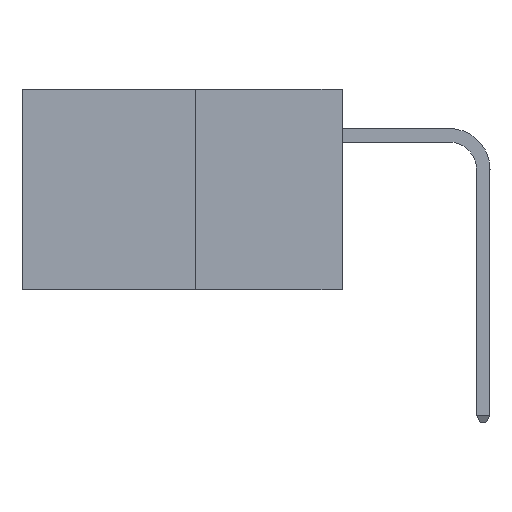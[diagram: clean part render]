
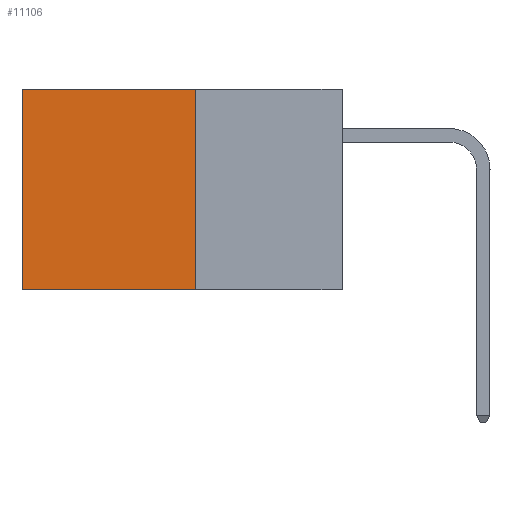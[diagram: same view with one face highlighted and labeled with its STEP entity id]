
A CAD part, left-side view. The second image highlights one B-rep face of the part: STEP entity #11106.
In plain terms, the highlighted planar face has unit normal (-1, 0, 0).
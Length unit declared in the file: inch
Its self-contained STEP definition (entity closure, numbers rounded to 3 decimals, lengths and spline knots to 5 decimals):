
#1245 = ORIENTED_EDGE ( 'NONE', *, *, #5421, .T. ) ;
#1537 = AXIS2_PLACEMENT_3D ( 'NONE', #5472, #18905, #7427 ) ;
#1713 = LINE ( 'NONE', #15204, #11451 ) ;
#3623 = DIRECTION ( 'NONE',  ( 0., 0., -1. ) ) ;
#5421 = EDGE_CURVE ( 'NONE', #9221, #20164, #16454, .T. ) ;
#5472 = CARTESIAN_POINT ( 'NONE',  ( 0.277, 0.27, -0.37 ) ) ;
#6547 = CARTESIAN_POINT ( 'NONE',  ( 0.277, 0.27, 0. ) ) ;
#7427 = DIRECTION ( 'NONE',  ( 0., 0., -1. ) ) ;
#8135 = CARTESIAN_POINT ( 'NONE',  ( 0.277, 0.59, -0.37 ) ) ;
#8219 = CARTESIAN_POINT ( 'NONE',  ( 0.277, 0.27, -0.37 ) ) ;
#8781 = VERTEX_POINT ( 'NONE', #8219 ) ;
#9099 = ORIENTED_EDGE ( 'NONE', *, *, #22876, .T. ) ;
#9126 = VECTOR ( 'NONE', #23290, 39.37008 ) ;
#9221 = VERTEX_POINT ( 'NONE', #19135 ) ;
#9998 = CARTESIAN_POINT ( 'NONE',  ( 0.277, 0.27, -0.37 ) ) ;
#10120 = EDGE_LOOP ( 'NONE', ( #9099, #20913, #24099, #1245 ) ) ;
#10676 = EDGE_CURVE ( 'NONE', #8781, #21175, #23688, .T. ) ;
#10759 = VECTOR ( 'NONE', #18034, 39.37008 ) ;
#11106 = ADVANCED_FACE ( 'NONE', ( #18403 ), #17000, .F. ) ;
#11418 = DIRECTION ( 'NONE',  ( 0., 0., -1. ) ) ;
#11451 = VECTOR ( 'NONE', #3623, 39.37008 ) ;
#12958 = CARTESIAN_POINT ( 'NONE',  ( 0.277, 0.59, 0. ) ) ;
#13217 = LINE ( 'NONE', #22825, #23312 ) ;
#15204 = CARTESIAN_POINT ( 'NONE',  ( 0.277, 0.27, -0.37 ) ) ;
#15610 = EDGE_CURVE ( 'NONE', #9221, #8781, #1713, .T. ) ;
#16454 = LINE ( 'NONE', #6547, #10759 ) ;
#17000 = PLANE ( 'NONE',  #1537 ) ;
#18034 = DIRECTION ( 'NONE',  ( 0., 1., 0. ) ) ;
#18403 = FACE_OUTER_BOUND ( 'NONE', #10120, .T. ) ;
#18905 = DIRECTION ( 'NONE',  ( 1., 0., 0. ) ) ;
#19135 = CARTESIAN_POINT ( 'NONE',  ( 0.277, 0.27, 0. ) ) ;
#20164 = VERTEX_POINT ( 'NONE', #12958 ) ;
#20913 = ORIENTED_EDGE ( 'NONE', *, *, #10676, .F. ) ;
#21175 = VERTEX_POINT ( 'NONE', #8135 ) ;
#22825 = CARTESIAN_POINT ( 'NONE',  ( 0.277, 0.59, -0.37 ) ) ;
#22876 = EDGE_CURVE ( 'NONE', #20164, #21175, #13217, .T. ) ;
#23290 = DIRECTION ( 'NONE',  ( 0., 1., 0. ) ) ;
#23312 = VECTOR ( 'NONE', #11418, 39.37008 ) ;
#23688 = LINE ( 'NONE', #9998, #9126 ) ;
#24099 = ORIENTED_EDGE ( 'NONE', *, *, #15610, .F. ) ;
